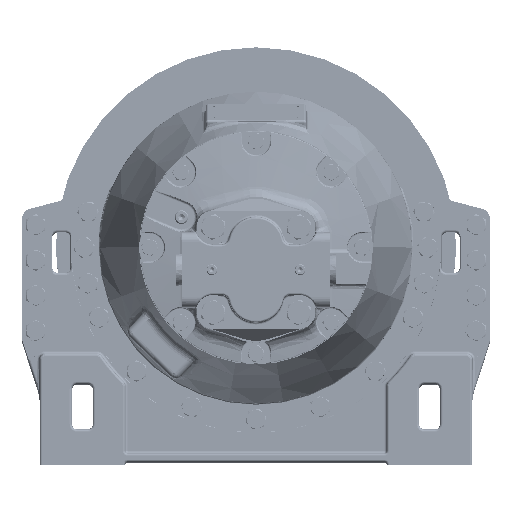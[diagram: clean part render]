
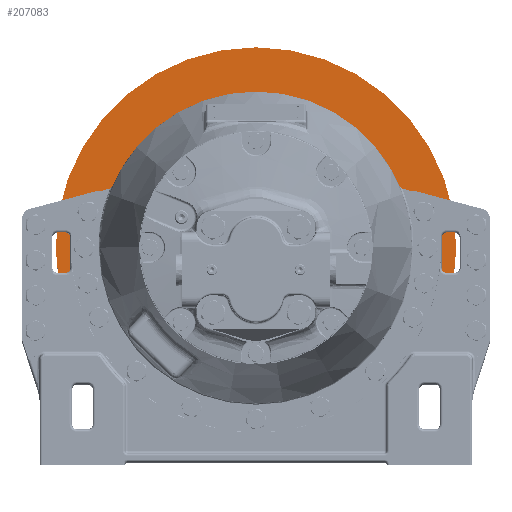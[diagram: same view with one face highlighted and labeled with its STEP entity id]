
A CAD part, top view. The second image highlights one B-rep face of the part: STEP entity #207083.
In plain terms, the highlighted planar face has unit normal (0, 0, 1).
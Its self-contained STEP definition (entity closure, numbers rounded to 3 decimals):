
#200058=CARTESIAN_POINT('',(0.,0.,-7.574));
#200059=DIRECTION('',(0.,0.,1.));
#200060=DIRECTION('',(-1.,0.,0.));
#200061=AXIS2_PLACEMENT_3D('',#200058,#200059,#200060);
#200063=CARTESIAN_POINT('',(0.,0.,-7.574));
#200064=DIRECTION('',(0.,0.,1.));
#200065=DIRECTION('',(1.,0.,0.));
#200066=AXIS2_PLACEMENT_3D('',#200063,#200064,#200065);
#200068=CARTESIAN_POINT('',(0.,0.,-7.574));
#200069=DIRECTION('',(0.,0.,-1.));
#200070=DIRECTION('',(-1.,0.,0.));
#200071=AXIS2_PLACEMENT_3D('',#200068,#200069,#200070);
#200073=CARTESIAN_POINT('',(0.,0.,-7.574));
#200074=DIRECTION('',(0.,0.,-1.));
#200075=DIRECTION('',(1.,0.,0.));
#200076=AXIS2_PLACEMENT_3D('',#200073,#200074,#200075);
#201655=CARTESIAN_POINT('',(7.,0.,-7.574));
#201657=VERTEX_POINT('',#201655);
#201720=CARTESIAN_POINT('',(-7.,0.,-7.574));
#201721=VERTEX_POINT('',#201720);
#201801=CARTESIAN_POINT('',(9.95,0.,-7.574));
#201802=VERTEX_POINT('',#201801);
#201803=CARTESIAN_POINT('',(-9.95,0.,-7.574));
#201804=VERTEX_POINT('',#201803);
#207068=CARTESIAN_POINT('',(0.,7.,-7.574));
#207069=DIRECTION('',(0.,0.,-1.));
#207070=DIRECTION('',(-1.,0.,0.));
#207071=AXIS2_PLACEMENT_3D('',#207068,#207069,#207070);
#207072=PLANE('',#207071);
#207073=ORIENTED_EDGE('',*,*,#207055,.F.);
#207074=ORIENTED_EDGE('',*,*,#207036,.F.);
#207075=EDGE_LOOP('',(#207073,#207074));
#207076=FACE_OUTER_BOUND('',#207075,.F.);
#207078=ORIENTED_EDGE('',*,*,#207077,.F.);
#207080=ORIENTED_EDGE('',*,*,#207079,.F.);
#207081=EDGE_LOOP('',(#207078,#207080));
#207082=FACE_BOUND('',#207081,.F.);
#200062=CIRCLE('',#200061,9.95);
#200067=CIRCLE('',#200066,9.95);
#200072=CIRCLE('',#200071,7.);
#200077=CIRCLE('',#200076,7.);
#207036=EDGE_CURVE('',#201802,#201804,#200067,.T.);
#207055=EDGE_CURVE('',#201804,#201802,#200062,.T.);
#207077=EDGE_CURVE('',#201721,#201657,#200072,.T.);
#207079=EDGE_CURVE('',#201657,#201721,#200077,.T.);
#207083=ADVANCED_FACE('',(#207076,#207082),#207072,.F.);
